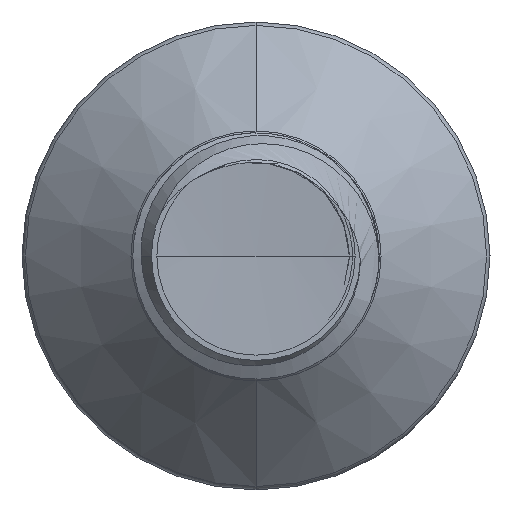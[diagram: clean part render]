
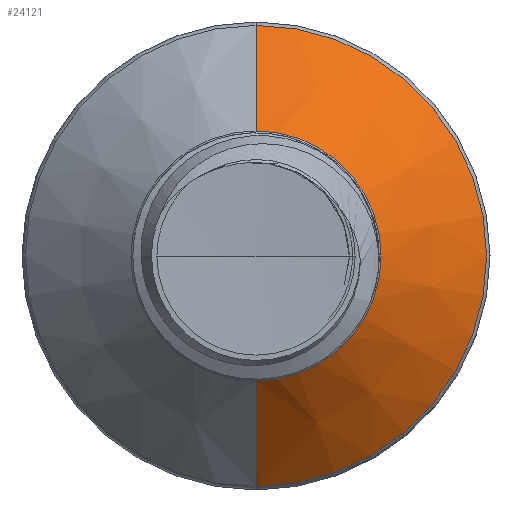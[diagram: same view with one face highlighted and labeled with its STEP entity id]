
A CAD part, front view. The second image highlights one B-rep face of the part: STEP entity #24121.
In plain terms, the highlighted conical face has half-angle 45 degrees and reference radius 1.016 mm.
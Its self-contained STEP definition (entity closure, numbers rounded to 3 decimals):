
#1556 = EDGE_LOOP ( 'NONE', ( #30015, #10016, #18365, #19202 ) ) ;
#1597 = CARTESIAN_POINT ( 'NONE',  ( 0., 9.489, -1.016 ) ) ;
#2752 = CIRCLE ( 'NONE', #4266, 1.016 ) ;
#4266 = AXIS2_PLACEMENT_3D ( 'NONE', #30848, #14236, #33576 ) ;
#4885 = CARTESIAN_POINT ( 'NONE',  ( 0., 10.345, 0. ) ) ;
#5232 = EDGE_CURVE ( 'NONE', #30931, #31350, #16164, .T. ) ;
#5365 = CONICAL_SURFACE ( 'NONE', #22834, 1.016, 0.785 ) ;
#7051 = VERTEX_POINT ( 'NONE', #1597 ) ;
#7766 = DIRECTION ( 'NONE',  ( 0., 0., 1. ) ) ;
#8755 = VERTEX_POINT ( 'NONE', #11014 ) ;
#8880 = CIRCLE ( 'NONE', #12836, 1.872 ) ;
#9533 = CARTESIAN_POINT ( 'NONE',  ( 0., 9.489, 0. ) ) ;
#10016 = ORIENTED_EDGE ( 'NONE', *, *, #24352, .T. ) ;
#11014 = CARTESIAN_POINT ( 'NONE',  ( 0., 10.345, -1.872 ) ) ;
#12091 = LINE ( 'NONE', #15570, #26917 ) ;
#12750 = DIRECTION ( 'NONE',  ( 0., 0.707, -0.707 ) ) ;
#12836 = AXIS2_PLACEMENT_3D ( 'NONE', #4885, #24585, #7766 ) ;
#13527 = VECTOR ( 'NONE', #16793, 1000. ) ;
#13943 = CARTESIAN_POINT ( 'NONE',  ( 0., 9.489, 1.016 ) ) ;
#14236 = DIRECTION ( 'NONE',  ( 0., 1., 0. ) ) ;
#15211 = DIRECTION ( 'NONE',  ( 0., 1., 0. ) ) ;
#15570 = CARTESIAN_POINT ( 'NONE',  ( 0., 9.489, -1.016 ) ) ;
#15705 = EDGE_CURVE ( 'NONE', #30931, #7051, #2752, .T. ) ;
#16164 = LINE ( 'NONE', #13943, #13527 ) ;
#16793 = DIRECTION ( 'NONE',  ( 0., 0.707, 0.707 ) ) ;
#16837 = CARTESIAN_POINT ( 'NONE',  ( 0., 10.345, 1.872 ) ) ;
#18365 = ORIENTED_EDGE ( 'NONE', *, *, #34638, .F. ) ;
#19202 = ORIENTED_EDGE ( 'NONE', *, *, #5232, .F. ) ;
#21255 = CARTESIAN_POINT ( 'NONE',  ( 0., 9.489, 1.016 ) ) ;
#22834 = AXIS2_PLACEMENT_3D ( 'NONE', #9533, #15211, #31445 ) ;
#23036 = FACE_OUTER_BOUND ( 'NONE', #1556, .T. ) ;
#24121 = ADVANCED_FACE ( 'NONE', ( #23036 ), #5365, .T. ) ;
#24352 = EDGE_CURVE ( 'NONE', #7051, #8755, #12091, .T. ) ;
#24585 = DIRECTION ( 'NONE',  ( 0., 1., 0. ) ) ;
#26917 = VECTOR ( 'NONE', #12750, 1000. ) ;
#30015 = ORIENTED_EDGE ( 'NONE', *, *, #15705, .T. ) ;
#30848 = CARTESIAN_POINT ( 'NONE',  ( 0., 9.489, 0. ) ) ;
#30931 = VERTEX_POINT ( 'NONE', #21255 ) ;
#31350 = VERTEX_POINT ( 'NONE', #16837 ) ;
#31445 = DIRECTION ( 'NONE',  ( 0., 0., 1. ) ) ;
#33576 = DIRECTION ( 'NONE',  ( 0., 0., 1. ) ) ;
#34638 = EDGE_CURVE ( 'NONE', #31350, #8755, #8880, .T. ) ;
